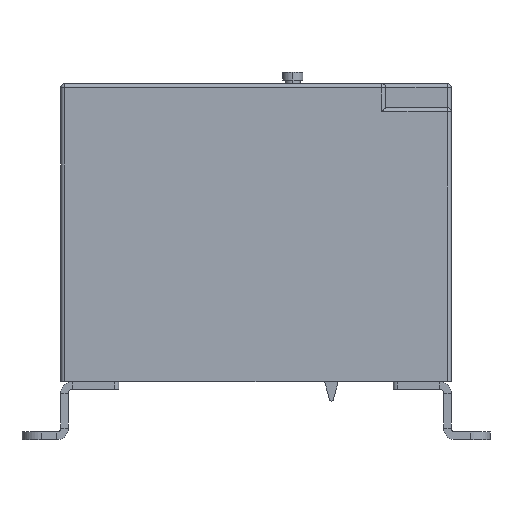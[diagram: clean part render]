
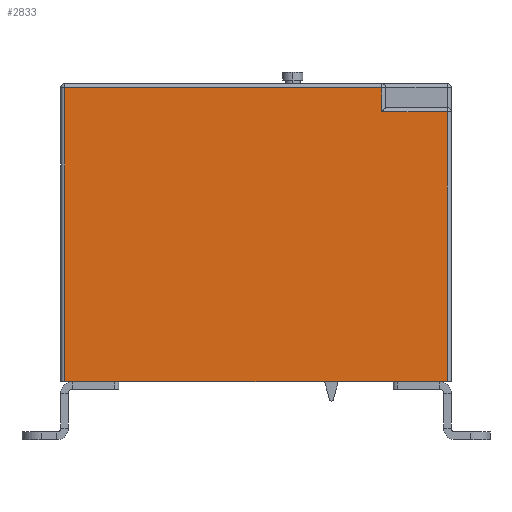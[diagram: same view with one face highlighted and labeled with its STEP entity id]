
A CAD part, left-side view. The second image highlights one B-rep face of the part: STEP entity #2833.
In plain terms, the highlighted planar face has unit normal (-1, 0, 0).
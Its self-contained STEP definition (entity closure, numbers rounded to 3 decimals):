
#448 = DIRECTION ( 'NONE',  ( 0., 0., 1. ) ) ;
#545 = LINE ( 'NONE', #11450, #3683 ) ;
#651 = DIRECTION ( 'NONE',  ( 0., 0., 1. ) ) ;
#684 = ORIENTED_EDGE ( 'NONE', *, *, #9568, .T. ) ;
#954 = VERTEX_POINT ( 'NONE', #4325 ) ;
#1660 = EDGE_CURVE ( 'NONE', #5449, #954, #545, .T. ) ;
#1720 = CARTESIAN_POINT ( 'NONE',  ( 0., 0., 0. ) ) ;
#2076 = EDGE_LOOP ( 'NONE', ( #9390, #684, #9607, #5933, #4677, #7367 ) ) ;
#2170 = AXIS2_PLACEMENT_3D ( 'NONE', #1720, #4676, #8579 ) ;
#2407 = CARTESIAN_POINT ( 'NONE',  ( 0., -32.5, 31.3 ) ) ;
#2568 = LINE ( 'NONE', #5515, #8907 ) ;
#2744 = PLANE ( 'NONE',  #2170 ) ;
#2810 = CARTESIAN_POINT ( 'NONE',  ( 0., -49.5, 31.3 ) ) ;
#2833 = ADVANCED_FACE ( 'NONE', ( #5501 ), #2744, .T. ) ;
#3172 = DIRECTION ( 'NONE',  ( 0., 1., 0. ) ) ;
#3326 = DIRECTION ( 'NONE',  ( 0., 0., -1. ) ) ;
#3396 = CARTESIAN_POINT ( 'NONE',  ( 0., -32.5, 38.5 ) ) ;
#3434 = DIRECTION ( 'NONE',  ( 0., 1., 0. ) ) ;
#3683 = VECTOR ( 'NONE', #3434, 1000. ) ;
#4114 = CARTESIAN_POINT ( 'NONE',  ( 0., -32.5, 37.5 ) ) ;
#4325 = CARTESIAN_POINT ( 'NONE',  ( 0., 49.5, -38.5 ) ) ;
#4625 = LINE ( 'NONE', #12460, #10692 ) ;
#4676 = DIRECTION ( 'NONE',  ( -1., 0., 0. ) ) ;
#4677 = ORIENTED_EDGE ( 'NONE', *, *, #12398, .T. ) ;
#5449 = VERTEX_POINT ( 'NONE', #7813 ) ;
#5501 = FACE_OUTER_BOUND ( 'NONE', #2076, .T. ) ;
#5515 = CARTESIAN_POINT ( 'NONE',  ( 0., -49.5, 32.3 ) ) ;
#5933 = ORIENTED_EDGE ( 'NONE', *, *, #9804, .T. ) ;
#5994 = VERTEX_POINT ( 'NONE', #8627 ) ;
#6942 = EDGE_CURVE ( 'NONE', #5994, #954, #7161, .T. ) ;
#6946 = LINE ( 'NONE', #9853, #10393 ) ;
#7161 = LINE ( 'NONE', #12308, #12670 ) ;
#7367 = ORIENTED_EDGE ( 'NONE', *, *, #6942, .T. ) ;
#7813 = CARTESIAN_POINT ( 'NONE',  ( 0., -49.5, -38.5 ) ) ;
#8316 = EDGE_CURVE ( 'NONE', #10000, #8575, #6946, .T. ) ;
#8575 = VERTEX_POINT ( 'NONE', #2407 ) ;
#8579 = DIRECTION ( 'NONE',  ( 0., 0., 1. ) ) ;
#8627 = CARTESIAN_POINT ( 'NONE',  ( 0., 49.5, 37.5 ) ) ;
#8907 = VECTOR ( 'NONE', #651, 1000. ) ;
#9286 = VERTEX_POINT ( 'NONE', #4114 ) ;
#9390 = ORIENTED_EDGE ( 'NONE', *, *, #1660, .F. ) ;
#9568 = EDGE_CURVE ( 'NONE', #5449, #10000, #2568, .T. ) ;
#9607 = ORIENTED_EDGE ( 'NONE', *, *, #8316, .T. ) ;
#9804 = EDGE_CURVE ( 'NONE', #8575, #9286, #12124, .T. ) ;
#9853 = CARTESIAN_POINT ( 'NONE',  ( 0., -33.5, 31.3 ) ) ;
#10000 = VERTEX_POINT ( 'NONE', #2810 ) ;
#10393 = VECTOR ( 'NONE', #3172, 1000. ) ;
#10692 = VECTOR ( 'NONE', #12268, 1000. ) ;
#10752 = VECTOR ( 'NONE', #448, 1000. ) ;
#11450 = CARTESIAN_POINT ( 'NONE',  ( 0., -50.5, -38.5 ) ) ;
#12124 = LINE ( 'NONE', #3396, #10752 ) ;
#12268 = DIRECTION ( 'NONE',  ( 0., 1., 0. ) ) ;
#12308 = CARTESIAN_POINT ( 'NONE',  ( 0., 49.5, -38.5 ) ) ;
#12398 = EDGE_CURVE ( 'NONE', #9286, #5994, #4625, .T. ) ;
#12460 = CARTESIAN_POINT ( 'NONE',  ( 0., 50.5, 37.5 ) ) ;
#12670 = VECTOR ( 'NONE', #3326, 1000. ) ;
